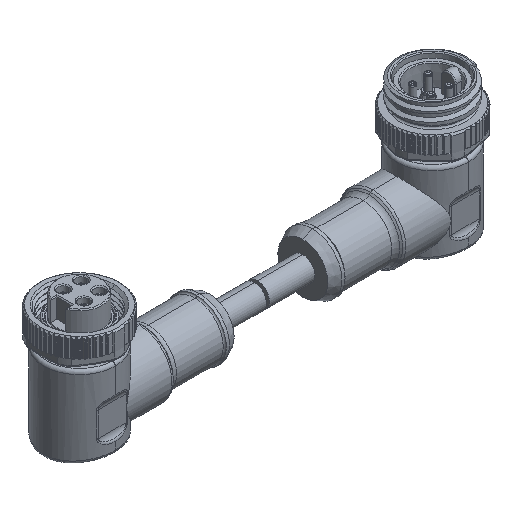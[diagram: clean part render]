
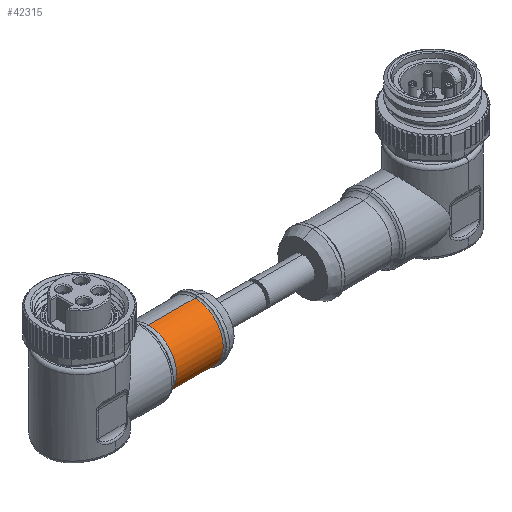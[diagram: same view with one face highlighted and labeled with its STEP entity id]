
A CAD part, isometric view. The second image highlights one B-rep face of the part: STEP entity #42315.
In plain terms, the highlighted cylindrical face has radius 9 mm (diameter 18 mm), a partial arc.
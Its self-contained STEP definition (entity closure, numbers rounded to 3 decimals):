
#1106 = EDGE_CURVE ( 'NONE', #40545, #4416, #19916, .T. ) ;
#1427 = CARTESIAN_POINT ( 'NONE',  ( 61.172, 0., 8.828 ) ) ;
#2179 = AXIS2_PLACEMENT_3D ( 'NONE', #10694, #47374, #39875 ) ;
#2311 = DIRECTION ( 'NONE',  ( -1., 0., 0. ) ) ;
#3290 = VERTEX_POINT ( 'NONE', #8226 ) ;
#3834 = AXIS2_PLACEMENT_3D ( 'NONE', #28328, #2311, #27841 ) ;
#4146 = ORIENTED_EDGE ( 'NONE', *, *, #11442, .F. ) ;
#4416 = VERTEX_POINT ( 'NONE', #41293 ) ;
#5523 = EDGE_LOOP ( 'NONE', ( #19816, #38834, #18676, #4146 ) ) ;
#8226 = CARTESIAN_POINT ( 'NONE',  ( 54.707, 0., -9.172 ) ) ;
#8366 = LINE ( 'NONE', #23199, #13796 ) ;
#10694 = CARTESIAN_POINT ( 'NONE',  ( 69.672, 0., -0.172 ) ) ;
#11442 = EDGE_CURVE ( 'NONE', #29753, #3290, #8366, .T. ) ;
#11970 = VECTOR ( 'NONE', #34728, 1000. ) ;
#12666 = AXIS2_PLACEMENT_3D ( 'NONE', #22593, #18958, #22357 ) ;
#13219 = EDGE_CURVE ( 'NONE', #4416, #3290, #43722, .T. ) ;
#13796 = VECTOR ( 'NONE', #40713, 1000. ) ;
#15995 = CARTESIAN_POINT ( 'NONE',  ( 69.672, 0., 8.828 ) ) ;
#18676 = ORIENTED_EDGE ( 'NONE', *, *, #13219, .T. ) ;
#18958 = DIRECTION ( 'NONE',  ( 1., 0., 0. ) ) ;
#19816 = ORIENTED_EDGE ( 'NONE', *, *, #20947, .T. ) ;
#19916 = LINE ( 'NONE', #1427, #11970 ) ;
#20947 = EDGE_CURVE ( 'NONE', #29753, #40545, #31790, .T. ) ;
#22357 = DIRECTION ( 'NONE',  ( 0., 0., -1. ) ) ;
#22593 = CARTESIAN_POINT ( 'NONE',  ( 54.707, 0., -0.172 ) ) ;
#23199 = CARTESIAN_POINT ( 'NONE',  ( 61.172, 0., -9.172 ) ) ;
#23796 = CARTESIAN_POINT ( 'NONE',  ( 69.672, 0., -9.172 ) ) ;
#24181 = FACE_OUTER_BOUND ( 'NONE', #5523, .T. ) ;
#27841 = DIRECTION ( 'NONE',  ( 0., 0., -1. ) ) ;
#28328 = CARTESIAN_POINT ( 'NONE',  ( 61.172, 0., -0.172 ) ) ;
#29753 = VERTEX_POINT ( 'NONE', #23796 ) ;
#31790 = CIRCLE ( 'NONE', #2179, 9. ) ;
#34728 = DIRECTION ( 'NONE',  ( -1., 0., 0. ) ) ;
#38834 = ORIENTED_EDGE ( 'NONE', *, *, #1106, .T. ) ;
#39875 = DIRECTION ( 'NONE',  ( 0., 0., 1. ) ) ;
#40545 = VERTEX_POINT ( 'NONE', #15995 ) ;
#40713 = DIRECTION ( 'NONE',  ( -1., 0., 0. ) ) ;
#41293 = CARTESIAN_POINT ( 'NONE',  ( 54.707, 0., 8.828 ) ) ;
#42315 = ADVANCED_FACE ( 'NONE', ( #24181 ), #46766, .T. ) ;
#43722 = CIRCLE ( 'NONE', #12666, 9. ) ;
#46766 = CYLINDRICAL_SURFACE ( 'NONE', #3834, 9. ) ;
#47374 = DIRECTION ( 'NONE',  ( -1., 0., 0. ) ) ;
